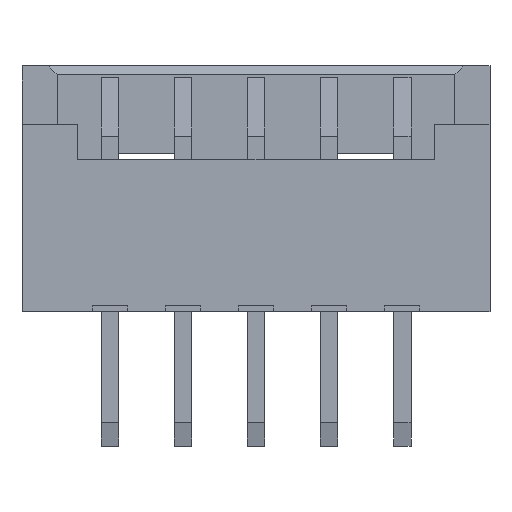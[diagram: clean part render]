
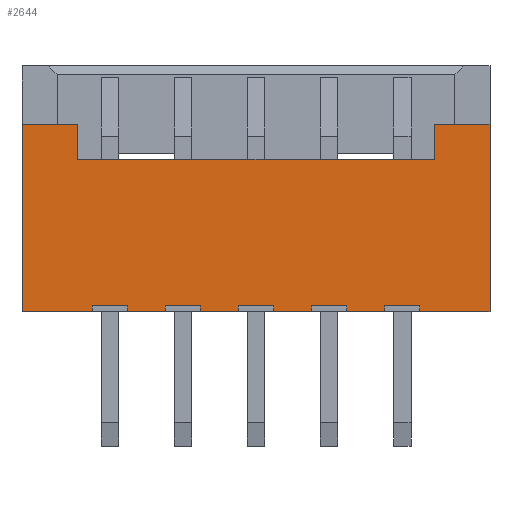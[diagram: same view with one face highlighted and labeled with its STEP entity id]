
A CAD part, front view. The second image highlights one B-rep face of the part: STEP entity #2644.
In plain terms, the highlighted planar face has unit normal (0, -1, 0).
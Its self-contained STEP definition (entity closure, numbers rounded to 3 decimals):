
#230=ORIENTED_EDGE('',*,*,#984,.F.);
#231=ORIENTED_EDGE('',*,*,#985,.F.);
#232=ORIENTED_EDGE('',*,*,#986,.F.);
#233=ORIENTED_EDGE('',*,*,#987,.F.);
#234=ORIENTED_EDGE('',*,*,#988,.F.);
#235=ORIENTED_EDGE('',*,*,#915,.F.);
#236=ORIENTED_EDGE('',*,*,#989,.F.);
#237=ORIENTED_EDGE('',*,*,#990,.F.);
#238=ORIENTED_EDGE('',*,*,#991,.T.);
#239=ORIENTED_EDGE('',*,*,#911,.F.);
#240=ORIENTED_EDGE('',*,*,#992,.F.);
#241=ORIENTED_EDGE('',*,*,#993,.F.);
#242=ORIENTED_EDGE('',*,*,#994,.T.);
#243=ORIENTED_EDGE('',*,*,#907,.F.);
#244=ORIENTED_EDGE('',*,*,#995,.F.);
#245=ORIENTED_EDGE('',*,*,#996,.F.);
#246=ORIENTED_EDGE('',*,*,#997,.T.);
#247=ORIENTED_EDGE('',*,*,#903,.F.);
#248=ORIENTED_EDGE('',*,*,#998,.F.);
#249=ORIENTED_EDGE('',*,*,#999,.F.);
#250=ORIENTED_EDGE('',*,*,#1000,.T.);
#251=ORIENTED_EDGE('',*,*,#899,.F.);
#252=ORIENTED_EDGE('',*,*,#1001,.F.);
#253=ORIENTED_EDGE('',*,*,#1002,.F.);
#254=ORIENTED_EDGE('',*,*,#1003,.T.);
#255=ORIENTED_EDGE('',*,*,#895,.F.);
#256=ORIENTED_EDGE('',*,*,#1004,.T.);
#257=ORIENTED_EDGE('',*,*,#1005,.F.);
#895=EDGE_CURVE('',#1270,#1271,#1526,.T.);
#899=EDGE_CURVE('',#1274,#1275,#1530,.T.);
#903=EDGE_CURVE('',#1278,#1279,#1534,.T.);
#907=EDGE_CURVE('',#1282,#1283,#1538,.T.);
#911=EDGE_CURVE('',#1286,#1287,#1542,.T.);
#915=EDGE_CURVE('',#1290,#1291,#1546,.T.);
#984=EDGE_CURVE('',#1357,#1358,#1615,.T.);
#985=EDGE_CURVE('',#1359,#1357,#1616,.T.);
#986=EDGE_CURVE('',#1360,#1359,#1617,.T.);
#987=EDGE_CURVE('',#1361,#1360,#1618,.T.);
#988=EDGE_CURVE('',#1291,#1361,#1619,.T.);
#989=EDGE_CURVE('',#1362,#1290,#1620,.T.);
#990=EDGE_CURVE('',#1363,#1362,#1621,.T.);
#991=EDGE_CURVE('',#1363,#1287,#1622,.T.);
#992=EDGE_CURVE('',#1364,#1286,#1623,.T.);
#993=EDGE_CURVE('',#1365,#1364,#1624,.T.);
#994=EDGE_CURVE('',#1365,#1283,#1625,.T.);
#995=EDGE_CURVE('',#1366,#1282,#1626,.T.);
#996=EDGE_CURVE('',#1367,#1366,#1627,.T.);
#997=EDGE_CURVE('',#1367,#1279,#1628,.T.);
#998=EDGE_CURVE('',#1368,#1278,#1629,.T.);
#999=EDGE_CURVE('',#1369,#1368,#1630,.T.);
#1000=EDGE_CURVE('',#1369,#1275,#1631,.T.);
#1001=EDGE_CURVE('',#1370,#1274,#1632,.T.);
#1002=EDGE_CURVE('',#1371,#1370,#1633,.T.);
#1003=EDGE_CURVE('',#1371,#1271,#1634,.T.);
#1004=EDGE_CURVE('',#1270,#1372,#1635,.T.);
#1005=EDGE_CURVE('',#1358,#1372,#1636,.T.);
#1270=VERTEX_POINT('',#3779);
#1271=VERTEX_POINT('',#3781);
#1274=VERTEX_POINT('',#3787);
#1275=VERTEX_POINT('',#3789);
#1278=VERTEX_POINT('',#3795);
#1279=VERTEX_POINT('',#3797);
#1282=VERTEX_POINT('',#3803);
#1283=VERTEX_POINT('',#3805);
#1286=VERTEX_POINT('',#3811);
#1287=VERTEX_POINT('',#3813);
#1290=VERTEX_POINT('',#3819);
#1291=VERTEX_POINT('',#3821);
#1357=VERTEX_POINT('',#3959);
#1358=VERTEX_POINT('',#3960);
#1359=VERTEX_POINT('',#3962);
#1360=VERTEX_POINT('',#3964);
#1361=VERTEX_POINT('',#3966);
#1362=VERTEX_POINT('',#3969);
#1363=VERTEX_POINT('',#3971);
#1364=VERTEX_POINT('',#3974);
#1365=VERTEX_POINT('',#3976);
#1366=VERTEX_POINT('',#3979);
#1367=VERTEX_POINT('',#3981);
#1368=VERTEX_POINT('',#3984);
#1369=VERTEX_POINT('',#3986);
#1370=VERTEX_POINT('',#3989);
#1371=VERTEX_POINT('',#3991);
#1372=VERTEX_POINT('',#3994);
#1526=LINE('',#3780,#1907);
#1530=LINE('',#3788,#1911);
#1534=LINE('',#3796,#1915);
#1538=LINE('',#3804,#1919);
#1542=LINE('',#3812,#1923);
#1546=LINE('',#3820,#1927);
#1615=LINE('',#3958,#1996);
#1616=LINE('',#3961,#1997);
#1617=LINE('',#3963,#1998);
#1618=LINE('',#3965,#1999);
#1619=LINE('',#3967,#2000);
#1620=LINE('',#3968,#2001);
#1621=LINE('',#3970,#2002);
#1622=LINE('',#3972,#2003);
#1623=LINE('',#3973,#2004);
#1624=LINE('',#3975,#2005);
#1625=LINE('',#3977,#2006);
#1626=LINE('',#3978,#2007);
#1627=LINE('',#3980,#2008);
#1628=LINE('',#3982,#2009);
#1629=LINE('',#3983,#2010);
#1630=LINE('',#3985,#2011);
#1631=LINE('',#3987,#2012);
#1632=LINE('',#3988,#2013);
#1633=LINE('',#3990,#2014);
#1634=LINE('',#3992,#2015);
#1635=LINE('',#3993,#2016);
#1636=LINE('',#3995,#2017);
#1907=VECTOR('',#3042,1000.);
#1911=VECTOR('',#3046,1000.);
#1915=VECTOR('',#3050,1000.);
#1919=VECTOR('',#3054,1000.);
#1923=VECTOR('',#3058,1000.);
#1927=VECTOR('',#3062,1000.);
#1996=VECTOR('',#3137,1000.);
#1997=VECTOR('',#3138,1000.);
#1998=VECTOR('',#3139,1000.);
#1999=VECTOR('',#3140,1000.);
#2000=VECTOR('',#3141,1000.);
#2001=VECTOR('',#3142,1000.);
#2002=VECTOR('',#3143,1000.);
#2003=VECTOR('',#3144,1000.);
#2004=VECTOR('',#3145,1000.);
#2005=VECTOR('',#3146,1000.);
#2006=VECTOR('',#3147,1000.);
#2007=VECTOR('',#3148,1000.);
#2008=VECTOR('',#3149,1000.);
#2009=VECTOR('',#3150,1000.);
#2010=VECTOR('',#3151,1000.);
#2011=VECTOR('',#3152,1000.);
#2012=VECTOR('',#3153,1000.);
#2013=VECTOR('',#3154,1000.);
#2014=VECTOR('',#3155,1000.);
#2015=VECTOR('',#3156,1000.);
#2016=VECTOR('',#3157,1000.);
#2017=VECTOR('',#3158,1000.);
#2225=EDGE_LOOP('',(#230,#231,#232,#233,#234,#235,#236,#237,#238,#239,#240,
#241,#242,#243,#244,#245,#246,#247,#248,#249,#250,#251,#252,#253,#254,#255,
#256,#257));
#2374=FACE_BOUND('',#2225,.T.);
#2509=PLANE('',#2806);
#2644=ADVANCED_FACE('',(#2374),#2509,.T.);
#2806=AXIS2_PLACEMENT_3D('',#3957,#3135,#3136);
#3042=DIRECTION('',(-1.,0.,0.));
#3046=DIRECTION('',(-1.,0.,0.));
#3050=DIRECTION('',(-1.,0.,0.));
#3054=DIRECTION('',(-1.,0.,0.));
#3058=DIRECTION('',(-1.,0.,0.));
#3062=DIRECTION('',(-1.,0.,0.));
#3135=DIRECTION('',(0.,-1.,0.));
#3136=DIRECTION('',(0.,0.,-1.));
#3137=DIRECTION('',(0.,0.,1.));
#3138=DIRECTION('',(1.,0.,0.));
#3139=DIRECTION('',(0.,0.,-1.));
#3140=DIRECTION('',(1.,0.,0.));
#3141=DIRECTION('',(0.,0.,1.));
#3142=DIRECTION('',(0.,0.,-1.));
#3143=DIRECTION('',(-1.,0.,0.));
#3144=DIRECTION('',(0.,0.,-1.));
#3145=DIRECTION('',(0.,0.,-1.));
#3146=DIRECTION('',(-1.,0.,0.));
#3147=DIRECTION('',(0.,0.,-1.));
#3148=DIRECTION('',(0.,0.,-1.));
#3149=DIRECTION('',(-1.,0.,0.));
#3150=DIRECTION('',(0.,0.,-1.));
#3151=DIRECTION('',(0.,0.,-1.));
#3152=DIRECTION('',(-1.,0.,0.));
#3153=DIRECTION('',(0.,0.,-1.));
#3154=DIRECTION('',(0.,0.,-1.));
#3155=DIRECTION('',(-1.,0.,0.));
#3156=DIRECTION('',(0.,0.,-1.));
#3157=DIRECTION('',(0.,0.,1.));
#3158=DIRECTION('',(1.,0.,0.));
#3779=CARTESIAN_POINT('',(4.,-1.6,-2.1));
#3780=CARTESIAN_POINT('',(4.,-1.6,-2.1));
#3781=CARTESIAN_POINT('',(2.8,-1.6,-2.1));
#3787=CARTESIAN_POINT('',(2.2,-1.6,-2.1));
#3788=CARTESIAN_POINT('',(4.,-1.6,-2.1));
#3789=CARTESIAN_POINT('',(1.55,-1.6,-2.1));
#3795=CARTESIAN_POINT('',(0.95,-1.6,-2.1));
#3796=CARTESIAN_POINT('',(4.,-1.6,-2.1));
#3797=CARTESIAN_POINT('',(0.3,-1.6,-2.1));
#3803=CARTESIAN_POINT('',(-0.3,-1.6,-2.1));
#3804=CARTESIAN_POINT('',(4.,-1.6,-2.1));
#3805=CARTESIAN_POINT('',(-0.95,-1.6,-2.1));
#3811=CARTESIAN_POINT('',(-1.55,-1.6,-2.1));
#3812=CARTESIAN_POINT('',(4.,-1.6,-2.1));
#3813=CARTESIAN_POINT('',(-2.2,-1.6,-2.1));
#3819=CARTESIAN_POINT('',(-2.8,-1.6,-2.1));
#3820=CARTESIAN_POINT('',(4.,-1.6,-2.1));
#3821=CARTESIAN_POINT('',(-4.,-1.6,-2.1));
#3957=CARTESIAN_POINT('',(4.,-1.6,-2.1));
#3958=CARTESIAN_POINT('',(3.05,-1.6,0.5));
#3959=CARTESIAN_POINT('',(3.05,-1.6,0.5));
#3960=CARTESIAN_POINT('',(3.05,-1.6,1.1));
#3961=CARTESIAN_POINT('',(-3.05,-1.6,0.5));
#3962=CARTESIAN_POINT('',(-3.05,-1.6,0.5));
#3963=CARTESIAN_POINT('',(-3.05,-1.6,1.1));
#3964=CARTESIAN_POINT('',(-3.05,-1.6,1.1));
#3965=CARTESIAN_POINT('',(-4.,-1.6,1.1));
#3966=CARTESIAN_POINT('',(-4.,-1.6,1.1));
#3967=CARTESIAN_POINT('',(-4.,-1.6,-2.1));
#3968=CARTESIAN_POINT('',(-2.8,-1.6,-2.));
#3969=CARTESIAN_POINT('',(-2.8,-1.6,-2.));
#3970=CARTESIAN_POINT('',(-2.2,-1.6,-2.));
#3971=CARTESIAN_POINT('',(-2.2,-1.6,-2.));
#3972=CARTESIAN_POINT('',(-2.2,-1.6,-2.));
#3973=CARTESIAN_POINT('',(-1.55,-1.6,-2.));
#3974=CARTESIAN_POINT('',(-1.55,-1.6,-2.));
#3975=CARTESIAN_POINT('',(-0.95,-1.6,-2.));
#3976=CARTESIAN_POINT('',(-0.95,-1.6,-2.));
#3977=CARTESIAN_POINT('',(-0.95,-1.6,-2.));
#3978=CARTESIAN_POINT('',(-0.3,-1.6,-2.));
#3979=CARTESIAN_POINT('',(-0.3,-1.6,-2.));
#3980=CARTESIAN_POINT('',(0.3,-1.6,-2.));
#3981=CARTESIAN_POINT('',(0.3,-1.6,-2.));
#3982=CARTESIAN_POINT('',(0.3,-1.6,-2.));
#3983=CARTESIAN_POINT('',(0.95,-1.6,-2.));
#3984=CARTESIAN_POINT('',(0.95,-1.6,-2.));
#3985=CARTESIAN_POINT('',(1.55,-1.6,-2.));
#3986=CARTESIAN_POINT('',(1.55,-1.6,-2.));
#3987=CARTESIAN_POINT('',(1.55,-1.6,-2.));
#3988=CARTESIAN_POINT('',(2.2,-1.6,-2.));
#3989=CARTESIAN_POINT('',(2.2,-1.6,-2.));
#3990=CARTESIAN_POINT('',(2.8,-1.6,-2.));
#3991=CARTESIAN_POINT('',(2.8,-1.6,-2.));
#3992=CARTESIAN_POINT('',(2.8,-1.6,-2.));
#3993=CARTESIAN_POINT('',(4.,-1.6,-2.1));
#3994=CARTESIAN_POINT('',(4.,-1.6,1.1));
#3995=CARTESIAN_POINT('',(3.05,-1.6,1.1));
